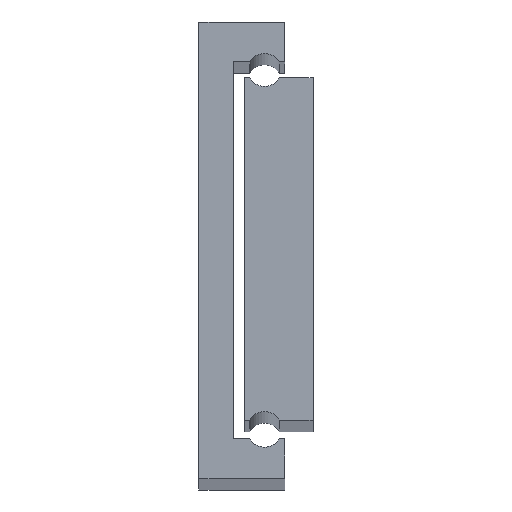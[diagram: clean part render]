
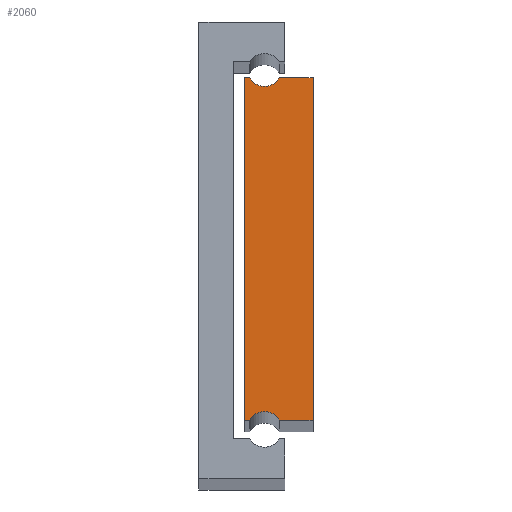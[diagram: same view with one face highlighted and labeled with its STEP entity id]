
A CAD part, top view. The second image highlights one B-rep face of the part: STEP entity #2060.
In plain terms, the highlighted planar face has unit normal (0, 0, 1).
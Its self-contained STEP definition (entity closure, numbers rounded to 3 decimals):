
#68 = CARTESIAN_POINT ( 'NONE',  ( 7.929, 78.924, 575. ) ) ;
#91 = CARTESIAN_POINT ( 'NONE',  ( 2.027, 18.924, 575. ) ) ;
#109 = LINE ( 'NONE', #2787, #2164 ) ;
#119 = ORIENTED_EDGE ( 'NONE', *, *, #350, .T. ) ;
#222 = EDGE_CURVE ( 'NONE', #2711, #2843, #1409, .T. ) ;
#266 = VERTEX_POINT ( 'NONE', #2622 ) ;
#273 = ORIENTED_EDGE ( 'NONE', *, *, #222, .T. ) ;
#284 = VECTOR ( 'NONE', #2849, 1000. ) ;
#315 = DIRECTION ( 'NONE',  ( -1., 0., 0. ) ) ;
#333 = EDGE_CURVE ( 'NONE', #2094, #2711, #1750, .T. ) ;
#350 = EDGE_CURVE ( 'NONE', #2843, #266, #2023, .T. ) ;
#352 = DIRECTION ( 'NONE',  ( -1., 0., 0. ) ) ;
#424 = EDGE_CURVE ( 'NONE', #611, #2039, #3112, .T. ) ;
#445 = CARTESIAN_POINT ( 'NONE',  ( -4.071, 78.924, 575. ) ) ;
#486 = DIRECTION ( 'NONE',  ( 0., -1., 0. ) ) ;
#603 = DIRECTION ( 'NONE',  ( -1., 0., 0. ) ) ;
#611 = VERTEX_POINT ( 'NONE', #1360 ) ;
#667 = LINE ( 'NONE', #2332, #284 ) ;
#672 = DIRECTION ( 'NONE',  ( 0., 0., -1. ) ) ;
#702 = VECTOR ( 'NONE', #486, 1000. ) ;
#803 = ORIENTED_EDGE ( 'NONE', *, *, #333, .T. ) ;
#825 = ORIENTED_EDGE ( 'NONE', *, *, #1044, .T. ) ;
#831 = PLANE ( 'NONE',  #2641 ) ;
#1044 = EDGE_CURVE ( 'NONE', #2044, #2094, #109, .T. ) ;
#1099 = VECTOR ( 'NONE', #603, 1000. ) ;
#1124 = EDGE_CURVE ( 'NONE', #266, #2706, #1635, .T. ) ;
#1133 = EDGE_LOOP ( 'NONE', ( #2942, #1180, #2437, #2754, #825, #803, #273, #119 ) ) ;
#1180 = ORIENTED_EDGE ( 'NONE', *, *, #1913, .T. ) ;
#1335 = CARTESIAN_POINT ( 'NONE',  ( 7.929, 18.924, 575. ) ) ;
#1360 = CARTESIAN_POINT ( 'NONE',  ( -3.169, 18.924, 575. ) ) ;
#1401 = VECTOR ( 'NONE', #352, 1000. ) ;
#1409 = CIRCLE ( 'NONE', #2326, 3. ) ;
#1570 = DIRECTION ( 'NONE',  ( 0., 0., -1. ) ) ;
#1635 = LINE ( 'NONE', #445, #702 ) ;
#1674 = CARTESIAN_POINT ( 'NONE',  ( -4.071, 18.924, 575. ) ) ;
#1720 = CARTESIAN_POINT ( 'NONE',  ( 2.027, 78.924, 575. ) ) ;
#1750 = LINE ( 'NONE', #68, #1099 ) ;
#1787 = CARTESIAN_POINT ( 'NONE',  ( 7.929, 78.924, 575. ) ) ;
#1913 = EDGE_CURVE ( 'NONE', #2706, #611, #1994, .T. ) ;
#1994 = LINE ( 'NONE', #2735, #2355 ) ;
#2008 = CARTESIAN_POINT ( 'NONE',  ( -3.169, 78.924, 575. ) ) ;
#2023 = LINE ( 'NONE', #2972, #1401 ) ;
#2039 = VERTEX_POINT ( 'NONE', #91 ) ;
#2044 = VERTEX_POINT ( 'NONE', #1335 ) ;
#2060 = ADVANCED_FACE ( 'NONE', ( #2996 ), #831, .F. ) ;
#2092 = DIRECTION ( 'NONE',  ( -1., 0., 0. ) ) ;
#2094 = VERTEX_POINT ( 'NONE', #1787 ) ;
#2164 = VECTOR ( 'NONE', #2563, 1000. ) ;
#2207 = AXIS2_PLACEMENT_3D ( 'NONE', #2474, #2746, #315 ) ;
#2326 = AXIS2_PLACEMENT_3D ( 'NONE', #3078, #672, #3062 ) ;
#2332 = CARTESIAN_POINT ( 'NONE',  ( 2.027, 18.924, 575. ) ) ;
#2355 = VECTOR ( 'NONE', #2722, 1000. ) ;
#2437 = ORIENTED_EDGE ( 'NONE', *, *, #424, .T. ) ;
#2474 = CARTESIAN_POINT ( 'NONE',  ( -0.571, 17.424, 575. ) ) ;
#2563 = DIRECTION ( 'NONE',  ( 0., 1., 0. ) ) ;
#2622 = CARTESIAN_POINT ( 'NONE',  ( -4.071, 78.924, 575. ) ) ;
#2641 = AXIS2_PLACEMENT_3D ( 'NONE', #3044, #1570, #2092 ) ;
#2706 = VERTEX_POINT ( 'NONE', #1674 ) ;
#2711 = VERTEX_POINT ( 'NONE', #1720 ) ;
#2722 = DIRECTION ( 'NONE',  ( 1., 0., 0. ) ) ;
#2735 = CARTESIAN_POINT ( 'NONE',  ( -4.071, 18.924, 575. ) ) ;
#2746 = DIRECTION ( 'NONE',  ( 0., 0., -1. ) ) ;
#2754 = ORIENTED_EDGE ( 'NONE', *, *, #2952, .T. ) ;
#2787 = CARTESIAN_POINT ( 'NONE',  ( 7.929, 18.924, 575. ) ) ;
#2843 = VERTEX_POINT ( 'NONE', #2008 ) ;
#2849 = DIRECTION ( 'NONE',  ( 1., 0., 0. ) ) ;
#2942 = ORIENTED_EDGE ( 'NONE', *, *, #1124, .T. ) ;
#2952 = EDGE_CURVE ( 'NONE', #2039, #2044, #667, .T. ) ;
#2972 = CARTESIAN_POINT ( 'NONE',  ( -3.169, 78.924, 575. ) ) ;
#2996 = FACE_OUTER_BOUND ( 'NONE', #1133, .T. ) ;
#3044 = CARTESIAN_POINT ( 'NONE',  ( -0.571, 17.424, 575. ) ) ;
#3062 = DIRECTION ( 'NONE',  ( 1., 0., 0. ) ) ;
#3078 = CARTESIAN_POINT ( 'NONE',  ( -0.571, 80.424, 575. ) ) ;
#3112 = CIRCLE ( 'NONE', #2207, 3. ) ;
